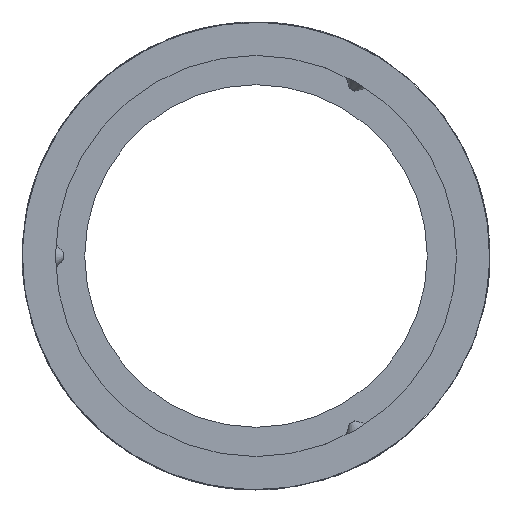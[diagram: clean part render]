
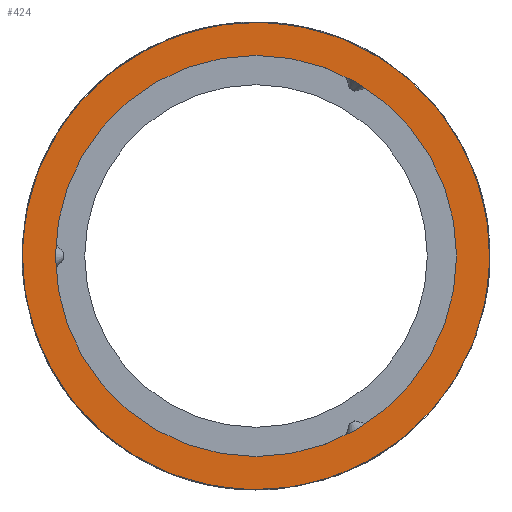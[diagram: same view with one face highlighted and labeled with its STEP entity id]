
A CAD part, left-side view. The second image highlights one B-rep face of the part: STEP entity #424.
In plain terms, the highlighted planar face has unit normal (-1, 0, 0).
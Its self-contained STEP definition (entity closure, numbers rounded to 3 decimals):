
#113=PLANE('',#3544);
#424=ADVANCED_FACE('',(#668,#669),#113,.T.);
#554=CIRCLE('',#3542,24.);
#555=CIRCLE('',#3543,28.);
#668=FACE_BOUND('',#874,.T.);
#669=FACE_BOUND('',#875,.T.);
#874=EDGE_LOOP('',(#1841));
#875=EDGE_LOOP('',(#1842));
#1841=ORIENTED_EDGE('',*,*,#2940,.F.);
#1842=ORIENTED_EDGE('',*,*,#2941,.F.);
#2433=VERTEX_POINT('',#7220);
#2434=VERTEX_POINT('',#7222);
#2940=EDGE_CURVE('',#2433,#2433,#554,.T.);
#2941=EDGE_CURVE('',#2434,#2434,#555,.T.);
#3542=AXIS2_PLACEMENT_3D('',#7219,#3804,#3805);
#3543=AXIS2_PLACEMENT_3D('',#7221,#3806,#3807);
#3544=AXIS2_PLACEMENT_3D('',#7223,#3808,#3809);
#3804=DIRECTION('',(-1.,0.,0.));
#3805=DIRECTION('',(0.,-0.5,-0.866));
#3806=DIRECTION('',(1.,0.,0.));
#3807=DIRECTION('',(0.,-0.5,-0.866));
#3808=DIRECTION('',(-1.,0.,0.));
#3809=DIRECTION('',(0.,-0.5,-0.866));
#7219=CARTESIAN_POINT('',(0.,0.,0.));
#7220=CARTESIAN_POINT('',(0.,-12.,-20.785));
#7221=CARTESIAN_POINT('',(0.,0.,0.));
#7222=CARTESIAN_POINT('',(0.,-14.,-24.249));
#7223=CARTESIAN_POINT('',(0.,42.074,11.274));
